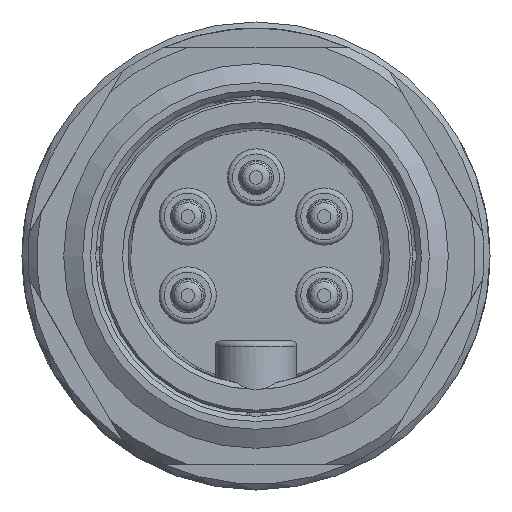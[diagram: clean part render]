
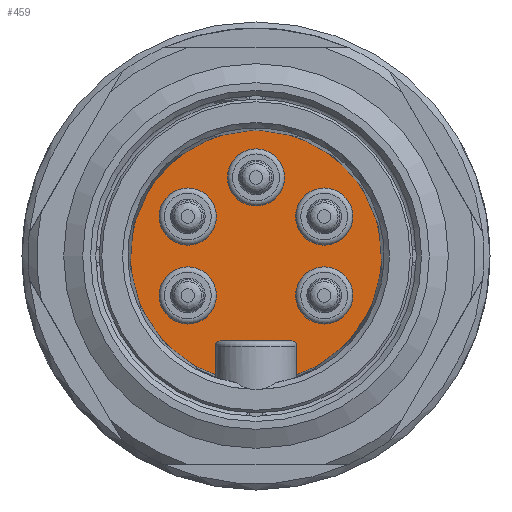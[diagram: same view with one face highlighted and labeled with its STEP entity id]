
A CAD part, front view. The second image highlights one B-rep face of the part: STEP entity #459.
In plain terms, the highlighted planar face has unit normal (0, -1, 0).
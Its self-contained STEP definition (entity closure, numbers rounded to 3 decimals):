
#70=FACE_BOUND('',#857,.T.);
#71=FACE_BOUND('',#858,.T.);
#72=FACE_BOUND('',#859,.T.);
#73=FACE_BOUND('',#860,.T.);
#74=FACE_BOUND('',#861,.T.);
#75=FACE_BOUND('',#862,.T.);
#459=ADVANCED_FACE('',(#70,#71,#72,#73,#74,#75),#633,.F.);
#633=PLANE('',#3121);
#857=EDGE_LOOP('',(#1530));
#858=EDGE_LOOP('',(#1531));
#859=EDGE_LOOP('',(#1532));
#860=EDGE_LOOP('',(#1533));
#861=EDGE_LOOP('',(#1534));
#862=EDGE_LOOP('',(#1535,#1536,#1537,#1538,#1539,#1540));
#1123=CIRCLE('',#3113,1.65);
#1124=CIRCLE('',#3114,1.65);
#1125=CIRCLE('',#3115,1.65);
#1126=CIRCLE('',#3116,1.65);
#1127=CIRCLE('',#3117,1.65);
#1128=CIRCLE('',#3118,0.3);
#1129=CIRCLE('',#3119,0.3);
#1130=CIRCLE('',#3120,7.25);
#1530=ORIENTED_EDGE('',*,*,#2497,.F.);
#1531=ORIENTED_EDGE('',*,*,#2498,.T.);
#1532=ORIENTED_EDGE('',*,*,#2499,.T.);
#1533=ORIENTED_EDGE('',*,*,#2500,.F.);
#1534=ORIENTED_EDGE('',*,*,#2501,.F.);
#1535=ORIENTED_EDGE('',*,*,#2502,.T.);
#1536=ORIENTED_EDGE('',*,*,#2503,.T.);
#1537=ORIENTED_EDGE('',*,*,#2504,.T.);
#1538=ORIENTED_EDGE('',*,*,#2505,.T.);
#1539=ORIENTED_EDGE('',*,*,#2506,.F.);
#1540=ORIENTED_EDGE('',*,*,#2507,.T.);
#2164=VERTEX_POINT('',#5069);
#2165=VERTEX_POINT('',#5071);
#2166=VERTEX_POINT('',#5073);
#2167=VERTEX_POINT('',#5075);
#2168=VERTEX_POINT('',#5077);
#2169=VERTEX_POINT('',#5079);
#2170=VERTEX_POINT('',#5080);
#2171=VERTEX_POINT('',#5082);
#2172=VERTEX_POINT('',#5084);
#2173=VERTEX_POINT('',#5086);
#2174=VERTEX_POINT('',#5088);
#2497=EDGE_CURVE('',#2164,#2164,#1123,.T.);
#2498=EDGE_CURVE('',#2165,#2165,#1124,.T.);
#2499=EDGE_CURVE('',#2166,#2166,#1125,.T.);
#2500=EDGE_CURVE('',#2167,#2167,#1126,.T.);
#2501=EDGE_CURVE('',#2168,#2168,#1127,.T.);
#2502=EDGE_CURVE('',#2169,#2170,#2812,.T.);
#2503=EDGE_CURVE('',#2170,#2171,#1128,.T.);
#2504=EDGE_CURVE('',#2171,#2172,#2813,.T.);
#2505=EDGE_CURVE('',#2172,#2173,#1129,.T.);
#2506=EDGE_CURVE('',#2174,#2173,#2814,.T.);
#2507=EDGE_CURVE('',#2174,#2169,#1130,.T.);
#2812=LINE('',#5078,#2955);
#2813=LINE('',#5083,#2956);
#2814=LINE('',#5087,#2957);
#2955=VECTOR('',#3653,1.);
#2956=VECTOR('',#3656,1.);
#2957=VECTOR('',#3659,1.);
#3113=AXIS2_PLACEMENT_3D('',#5068,#3643,#3644);
#3114=AXIS2_PLACEMENT_3D('',#5070,#3645,#3646);
#3115=AXIS2_PLACEMENT_3D('',#5072,#3647,#3648);
#3116=AXIS2_PLACEMENT_3D('',#5074,#3649,#3650);
#3117=AXIS2_PLACEMENT_3D('',#5076,#3651,#3652);
#3118=AXIS2_PLACEMENT_3D('',#5081,#3654,#3655);
#3119=AXIS2_PLACEMENT_3D('',#5085,#3657,#3658);
#3120=AXIS2_PLACEMENT_3D('',#5089,#3660,#3661);
#3121=AXIS2_PLACEMENT_3D('',#5090,#3662,#3663);
#3643=DIRECTION('',(0.,-1.,0.));
#3644=DIRECTION('',(0.,0.,1.));
#3645=DIRECTION('',(0.,1.,0.));
#3646=DIRECTION('',(0.,0.,-1.));
#3647=DIRECTION('',(0.,1.,0.));
#3648=DIRECTION('',(0.,0.,-1.));
#3649=DIRECTION('',(0.,-1.,0.));
#3650=DIRECTION('',(0.,0.,1.));
#3651=DIRECTION('',(0.,-1.,0.));
#3652=DIRECTION('',(0.,0.,1.));
#3653=DIRECTION('',(0.,0.,1.));
#3654=DIRECTION('',(0.,1.,0.));
#3655=DIRECTION('',(0.,0.,-1.));
#3656=DIRECTION('',(1.,0.,0.));
#3657=DIRECTION('',(0.,1.,0.));
#3658=DIRECTION('',(0.,0.,-1.));
#3659=DIRECTION('',(0.,0.,1.));
#3660=DIRECTION('',(0.,-1.,0.));
#3661=DIRECTION('',(0.,0.,1.));
#3662=DIRECTION('',(0.,1.,0.));
#3663=DIRECTION('',(0.,0.,1.));
#5068=CARTESIAN_POINT('',(40.9,-33.6,4.535));
#5069=CARTESIAN_POINT('',(40.9,-33.6,6.185));
#5070=CARTESIAN_POINT('',(44.835,-33.6,-2.275));
#5071=CARTESIAN_POINT('',(44.835,-33.6,-3.925));
#5072=CARTESIAN_POINT('',(36.965,-33.6,-2.275));
#5073=CARTESIAN_POINT('',(36.965,-33.6,-3.925));
#5074=CARTESIAN_POINT('',(36.965,-33.6,2.275));
#5075=CARTESIAN_POINT('',(36.965,-33.6,3.925));
#5076=CARTESIAN_POINT('',(44.835,-33.6,2.275));
#5077=CARTESIAN_POINT('',(44.835,-33.6,3.925));
#5078=CARTESIAN_POINT('',(38.55,-33.6,-7.017));
#5079=CARTESIAN_POINT('',(38.55,-33.6,-6.859));
#5080=CARTESIAN_POINT('',(38.55,-33.6,-5.2));
#5081=CARTESIAN_POINT('',(38.85,-33.6,-5.2));
#5082=CARTESIAN_POINT('',(38.85,-33.6,-4.9));
#5083=CARTESIAN_POINT('',(38.55,-33.6,-4.9));
#5084=CARTESIAN_POINT('',(42.95,-33.6,-4.9));
#5085=CARTESIAN_POINT('',(42.95,-33.6,-5.2));
#5086=CARTESIAN_POINT('',(43.25,-33.6,-5.2));
#5087=CARTESIAN_POINT('',(43.25,-33.6,-7.017));
#5088=CARTESIAN_POINT('',(43.25,-33.6,-6.859));
#5089=CARTESIAN_POINT('',(40.9,-33.6,0.));
#5090=CARTESIAN_POINT('',(40.9,-33.6,0.));
